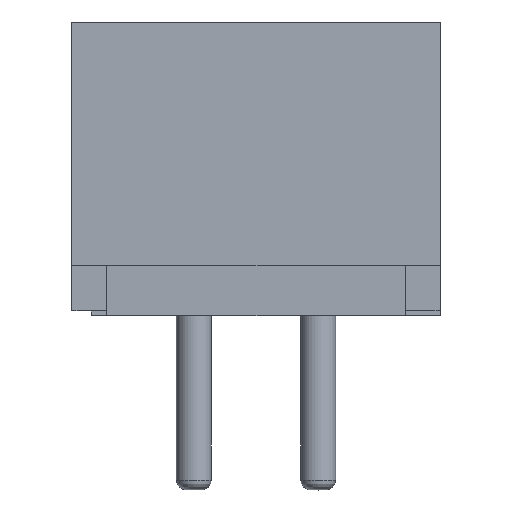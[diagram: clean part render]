
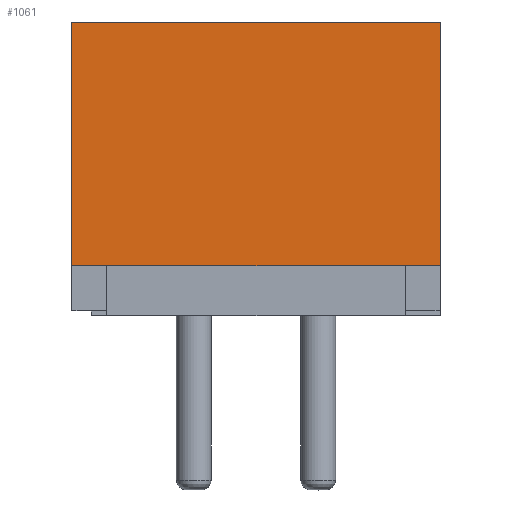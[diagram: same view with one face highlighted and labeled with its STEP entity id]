
A CAD part, top view. The second image highlights one B-rep face of the part: STEP entity #1061.
In plain terms, the highlighted planar face has unit normal (0, 0, 1).
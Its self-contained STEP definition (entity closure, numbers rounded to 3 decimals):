
#79=FACE_OUTER_BOUND('',#138,.T.);
#138=EDGE_LOOP('',(#774,#775,#776,#777));
#211=LINE('',#1522,#338);
#225=LINE('',#1550,#352);
#244=LINE('',#1587,#371);
#250=LINE('',#1599,#377);
#338=VECTOR('',#1234,4.9);
#352=VECTOR('',#1254,7.4);
#371=VECTOR('',#1279,4.9);
#377=VECTOR('',#1289,7.4);
#462=VERTEX_POINT('',#1519);
#463=VERTEX_POINT('',#1521);
#474=VERTEX_POINT('',#1548);
#489=VERTEX_POINT('',#1585);
#566=EDGE_CURVE('',#463,#462,#211,.T.);
#580=EDGE_CURVE('',#474,#462,#225,.T.);
#599=EDGE_CURVE('',#489,#474,#244,.T.);
#605=EDGE_CURVE('',#489,#463,#250,.T.);
#774=ORIENTED_EDGE('',*,*,#605,.T.);
#775=ORIENTED_EDGE('',*,*,#566,.T.);
#776=ORIENTED_EDGE('',*,*,#580,.F.);
#777=ORIENTED_EDGE('',*,*,#599,.F.);
#1010=PLANE('',#1140);
#1061=ADVANCED_FACE('',(#79),#1010,.T.);
#1140=AXIS2_PLACEMENT_3D('',#1598,#1287,#1288);
#1234=DIRECTION('',(0.,1.,0.));
#1254=DIRECTION('',(1.,0.,0.));
#1279=DIRECTION('',(0.,1.,0.));
#1287=DIRECTION('center_axis',(0.,0.,1.));
#1288=DIRECTION('ref_axis',(1.,0.,0.));
#1289=DIRECTION('',(1.,0.,0.));
#1519=CARTESIAN_POINT('',(3.7,2.95,2.47));
#1521=CARTESIAN_POINT('',(3.7,-1.95,2.47));
#1522=CARTESIAN_POINT('',(3.7,-1.95,2.47));
#1548=CARTESIAN_POINT('',(-3.7,2.95,2.47));
#1550=CARTESIAN_POINT('',(-3.7,2.95,2.47));
#1585=CARTESIAN_POINT('',(-3.7,-1.95,2.47));
#1587=CARTESIAN_POINT('',(-3.7,-1.95,2.47));
#1598=CARTESIAN_POINT('Origin',(-3.7,-2.95,2.47));
#1599=CARTESIAN_POINT('',(-3.7,-1.95,2.47));
